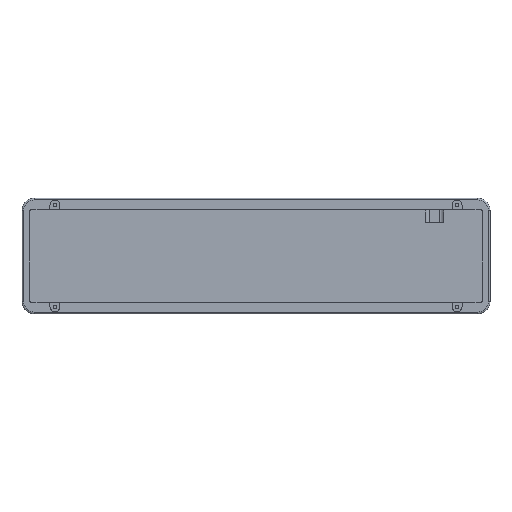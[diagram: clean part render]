
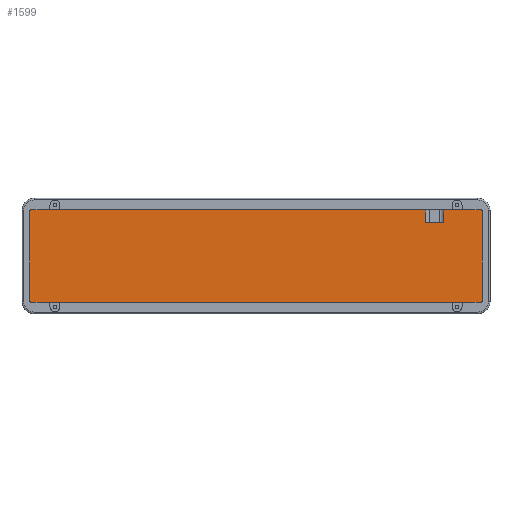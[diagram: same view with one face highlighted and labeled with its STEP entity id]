
A CAD part, top view. The second image highlights one B-rep face of the part: STEP entity #1599.
In plain terms, the highlighted planar face has unit normal (0, 0, 1).
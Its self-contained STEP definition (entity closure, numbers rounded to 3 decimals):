
#68=PLANE('',#1803);
#133=LINE('',#2591,#265);
#140=LINE('',#2614,#272);
#143=LINE('',#2622,#275);
#152=LINE('',#2636,#284);
#191=LINE('',#2776,#323);
#192=LINE('',#2781,#324);
#193=LINE('',#2785,#325);
#194=LINE('',#2789,#326);
#265=VECTOR('',#2077,10.);
#272=VECTOR('',#2104,10.);
#275=VECTOR('',#2113,10.);
#284=VECTOR('',#2122,10.);
#323=VECTOR('',#2291,10.);
#324=VECTOR('',#2296,10.);
#325=VECTOR('',#2299,10.);
#326=VECTOR('',#2302,10.);
#457=FACE_OUTER_BOUND('',#563,.T.);
#563=EDGE_LOOP('',(#1431,#1432,#1433,#1434,#1435,#1436,#1437,#1438,#1439,
#1440,#1441,#1442));
#673=CIRCLE('',#1804,0.6);
#674=CIRCLE('',#1805,0.6);
#675=CIRCLE('',#1806,0.6);
#676=CIRCLE('',#1807,0.6);
#764=VERTEX_POINT('',#2588);
#765=VERTEX_POINT('',#2590);
#770=VERTEX_POINT('',#2611);
#771=VERTEX_POINT('',#2613);
#773=VERTEX_POINT('',#2621);
#778=VERTEX_POINT('',#2634);
#815=VERTEX_POINT('',#2778);
#816=VERTEX_POINT('',#2780);
#817=VERTEX_POINT('',#2782);
#818=VERTEX_POINT('',#2784);
#819=VERTEX_POINT('',#2786);
#820=VERTEX_POINT('',#2788);
#942=EDGE_CURVE('',#765,#764,#133,.T.);
#953=EDGE_CURVE('',#771,#770,#140,.T.);
#957=EDGE_CURVE('',#773,#771,#143,.T.);
#966=EDGE_CURVE('',#764,#778,#152,.T.);
#1033=EDGE_CURVE('',#765,#770,#191,.T.);
#1034=EDGE_CURVE('',#778,#815,#673,.T.);
#1035=EDGE_CURVE('',#815,#816,#192,.T.);
#1036=EDGE_CURVE('',#816,#817,#674,.T.);
#1037=EDGE_CURVE('',#817,#818,#193,.T.);
#1038=EDGE_CURVE('',#818,#819,#675,.T.);
#1039=EDGE_CURVE('',#819,#820,#194,.T.);
#1040=EDGE_CURVE('',#820,#773,#676,.T.);
#1431=ORIENTED_EDGE('',*,*,#942,.T.);
#1432=ORIENTED_EDGE('',*,*,#966,.T.);
#1433=ORIENTED_EDGE('',*,*,#1034,.T.);
#1434=ORIENTED_EDGE('',*,*,#1035,.T.);
#1435=ORIENTED_EDGE('',*,*,#1036,.T.);
#1436=ORIENTED_EDGE('',*,*,#1037,.T.);
#1437=ORIENTED_EDGE('',*,*,#1038,.T.);
#1438=ORIENTED_EDGE('',*,*,#1039,.T.);
#1439=ORIENTED_EDGE('',*,*,#1040,.T.);
#1440=ORIENTED_EDGE('',*,*,#957,.T.);
#1441=ORIENTED_EDGE('',*,*,#953,.T.);
#1442=ORIENTED_EDGE('',*,*,#1033,.F.);
#1599=ADVANCED_FACE('',(#457),#68,.F.);
#1803=AXIS2_PLACEMENT_3D('',#2777,#2292,#2293);
#1804=AXIS2_PLACEMENT_3D('',#2779,#2294,#2295);
#1805=AXIS2_PLACEMENT_3D('',#2783,#2297,#2298);
#1806=AXIS2_PLACEMENT_3D('',#2787,#2300,#2301);
#1807=AXIS2_PLACEMENT_3D('',#2790,#2303,#2304);
#2077=DIRECTION('',(0.,1.,0.));
#2104=DIRECTION('',(0.,-1.,0.));
#2113=DIRECTION('',(-1.,0.,0.));
#2122=DIRECTION('',(-1.,0.,0.));
#2291=DIRECTION('',(1.,0.,0.));
#2292=DIRECTION('center_axis',(0.,0.,-1.));
#2293=DIRECTION('ref_axis',(1.,0.,0.));
#2294=DIRECTION('center_axis',(0.,0.,
1.));
#2295=DIRECTION('ref_axis',(0.,1.,0.));
#2296=DIRECTION('',(0.,-1.,0.));
#2297=DIRECTION('center_axis',(0.,0.,
1.));
#2298=DIRECTION('ref_axis',(-1.,0.,0.));
#2299=DIRECTION('',(1.,0.,0.));
#2300=DIRECTION('center_axis',(0.,0.,
1.));
#2301=DIRECTION('ref_axis',(0.,-1.,0.));
#2302=DIRECTION('',(0.,1.,0.));
#2303=DIRECTION('center_axis',(0.,0.,
1.));
#2304=DIRECTION('ref_axis',(1.,0.,0.));
#2588=CARTESIAN_POINT('',(245.625,-0.394,-3.36));
#2590=CARTESIAN_POINT('',(245.625,-8.294,-3.36));
#2591=CARTESIAN_POINT('',(245.625,7.506,-3.36));
#2611=CARTESIAN_POINT('',(257.161,-8.294,-3.36));
#2613=CARTESIAN_POINT('',(257.161,-0.394,-3.36));
#2614=CARTESIAN_POINT('',(257.161,7.506,-3.36));
#2621=CARTESIAN_POINT('',(280.267,-0.394,-3.36));
#2622=CARTESIAN_POINT('',(76.023,-0.394,-3.36));
#2634=CARTESIAN_POINT('',(0.279,-0.394,-3.36));
#2636=CARTESIAN_POINT('',(76.023,-0.394,-3.36));
#2776=CARTESIAN_POINT('',(249.808,-8.294,-3.36));
#2777=CARTESIAN_POINT('Origin',(248.223,7.506,-3.36));
#2778=CARTESIAN_POINT('',(-0.321,-0.994,-3.36));
#2779=CARTESIAN_POINT('Origin',(0.279,-0.994,-3.36));
#2780=CARTESIAN_POINT('',(-0.321,-57.144,-3.36));
#2781=CARTESIAN_POINT('',(-0.321,-15.031,-3.36));
#2782=CARTESIAN_POINT('',(0.279,-57.744,-3.36));
#2783=CARTESIAN_POINT('Origin',(0.279,-57.144,-3.36));
#2784=CARTESIAN_POINT('',(280.267,-57.744,-3.36));
#2785=CARTESIAN_POINT('',(204.523,-57.744,-3.36));
#2786=CARTESIAN_POINT('',(280.867,-57.144,-3.36));
#2787=CARTESIAN_POINT('Origin',(280.267,-57.144,-3.36));
#2788=CARTESIAN_POINT('',(280.867,-0.994,-3.36));
#2789=CARTESIAN_POINT('',(280.867,-43.106,-3.36));
#2790=CARTESIAN_POINT('Origin',(280.267,-0.994,-3.36));
